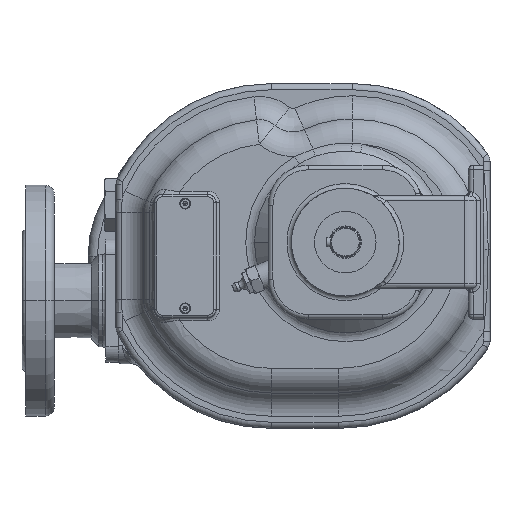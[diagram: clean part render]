
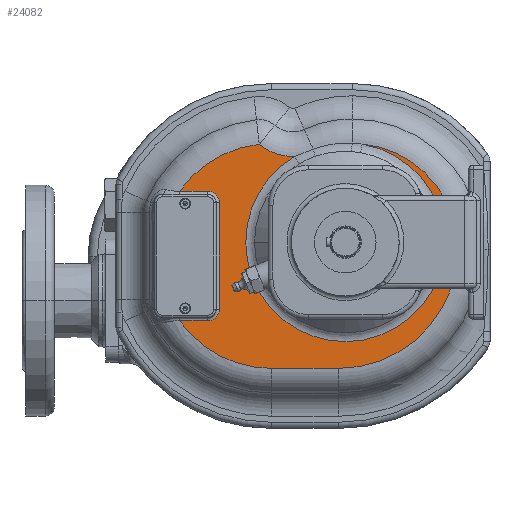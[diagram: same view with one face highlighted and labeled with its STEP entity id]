
A CAD part, left-side view. The second image highlights one B-rep face of the part: STEP entity #24082.
In plain terms, the highlighted planar face has unit normal (-1, 0, 0).
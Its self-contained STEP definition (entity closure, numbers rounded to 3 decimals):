
#3445=CARTESIAN_POINT('',(-34.,0.,0.));
#3446=DIRECTION('',(1.,0.,0.));
#3447=DIRECTION('',(0.,-0.169,0.986));
#3448=AXIS2_PLACEMENT_3D('',#3445,#3446,#3447);
#3455=CARTESIAN_POINT('',(-34.,89.5,25.5));
#3456=DIRECTION('',(-1.,0.,0.));
#3457=DIRECTION('',(0.,-1.,0.));
#3458=AXIS2_PLACEMENT_3D('',#3455,#3456,#3457);
#3460=CARTESIAN_POINT('',(-34.,89.5,33.105));
#3461=CARTESIAN_POINT('',(-34.,91.521,33.105));
#3462=CARTESIAN_POINT('',(-34.,95.558,33.105));
#3463=CARTESIAN_POINT('',(-34.,101.603,33.105));
#3464=CARTESIAN_POINT('',(-34.,105.625,33.105));
#3465=CARTESIAN_POINT('',(-34.,107.634,33.105));
#3467=CARTESIAN_POINT('',(-34.,48.,-9.));
#3468=DIRECTION('',(-1.,0.,0.));
#3469=DIRECTION('',(0.,0.109,0.994));
#3470=AXIS2_PLACEMENT_3D('',#3467,#3468,#3469);
#3472=CARTESIAN_POINT('',(-34.,34.116,89.653));
#3473=DIRECTION('',(1.,0.,0.));
#3474=DIRECTION('',(0.,-0.038,-0.999));
#3475=AXIS2_PLACEMENT_3D('',#3472,#3473,#3474);
#3477=CARTESIAN_POINT('',(-34.,-4.5,-4.5));
#3478=DIRECTION('',(-1.,0.,0.));
#3479=DIRECTION('',(0.,-1.,0.));
#3480=AXIS2_PLACEMENT_3D('',#3477,#3478,#3479);
#3482=CARTESIAN_POINT('',(-34.,4.5,-4.5));
#3483=DIRECTION('',(-1.,0.,0.));
#3484=DIRECTION('',(0.,0.,-1.));
#3485=AXIS2_PLACEMENT_3D('',#3482,#3483,#3484);
#3487=DIRECTION('',(0.,-1.,0.));
#3488=VECTOR('',#3487,43.5);
#3489=CARTESIAN_POINT('',(-34.,48.,-82.));
#3490=LINE('',#3489,#3488);
#3491=CARTESIAN_POINT('',(-34.,48.,-9.));
#3492=DIRECTION('',(-1.,0.,0.));
#3493=DIRECTION('',(0.,0.817,-0.577));
#3494=AXIS2_PLACEMENT_3D('',#3491,#3492,#3493);
#3496=CARTESIAN_POINT('',(-34.,107.634,-51.105));
#3497=CARTESIAN_POINT('',(-34.,105.625,-51.105));
#3498=CARTESIAN_POINT('',(-34.,101.603,-51.105));
#3499=CARTESIAN_POINT('',(-34.,95.559,-51.105));
#3500=CARTESIAN_POINT('',(-34.,91.521,-51.105));
#3501=CARTESIAN_POINT('',(-34.,89.5,-51.105));
#3503=CARTESIAN_POINT('',(-34.,89.5,-43.5));
#3504=DIRECTION('',(-1.,0.,0.));
#3505=DIRECTION('',(0.,0.,-1.));
#3506=AXIS2_PLACEMENT_3D('',#3503,#3504,#3505);
#3508=DIRECTION('',(0.,0.,1.));
#3509=VECTOR('',#3508,69.);
#3510=CARTESIAN_POINT('',(-34.,81.895,-43.5));
#3511=LINE('',#3510,#3509);
#3607=CARTESIAN_POINT('',(-34.,107.634,-51.105));
#17382=CARTESIAN_POINT('',(-34.,32.813,55.678));
#17383=VERTEX_POINT('',#17382);
#17384=CARTESIAN_POINT('',(-34.,-10.916,63.699));
#17385=VERTEX_POINT('',#17384);
#17426=CARTESIAN_POINT('',(-34.,48.,-82.));
#17427=CARTESIAN_POINT('',(-34.,4.5,-82.));
#17428=VERTEX_POINT('',#17426);
#17429=VERTEX_POINT('',#17427);
#17430=CARTESIAN_POINT('',(-34.,-73.,-4.5));
#17431=VERTEX_POINT('',#17430);
#17436=CARTESIAN_POINT('',(-34.,55.925,63.569));
#17437=VERTEX_POINT('',#17436);
#17528=CARTESIAN_POINT('',(-34.,81.895,25.5));
#17529=CARTESIAN_POINT('',(-34.,89.5,33.105));
#17530=VERTEX_POINT('',#17528);
#17531=VERTEX_POINT('',#17529);
#17536=VERTEX_POINT('',#3465);
#17555=VERTEX_POINT('',#3607);
#17557=VERTEX_POINT('',#3501);
#17559=CARTESIAN_POINT('',(-34.,81.895,-43.5));
#17560=VERTEX_POINT('',#17559);
#24052=CARTESIAN_POINT('',(-34.,0.,0.));
#24053=DIRECTION('',(-1.,0.,0.));
#24054=DIRECTION('',(0.,0.,1.));
#24055=AXIS2_PLACEMENT_3D('',#24052,#24053,#24054);
#24056=PLANE('',#24055);
#24058=ORIENTED_EDGE('',*,*,#24057,.T.);
#24060=ORIENTED_EDGE('',*,*,#24059,.T.);
#24062=ORIENTED_EDGE('',*,*,#24061,.F.);
#24064=ORIENTED_EDGE('',*,*,#24063,.F.);
#24065=ORIENTED_EDGE('',*,*,#24038,.F.);
#24067=ORIENTED_EDGE('',*,*,#24066,.F.);
#24069=ORIENTED_EDGE('',*,*,#24068,.F.);
#24071=ORIENTED_EDGE('',*,*,#24070,.F.);
#24073=ORIENTED_EDGE('',*,*,#24072,.F.);
#24075=ORIENTED_EDGE('',*,*,#24074,.T.);
#24077=ORIENTED_EDGE('',*,*,#24076,.T.);
#24079=ORIENTED_EDGE('',*,*,#24078,.T.);
#24080=EDGE_LOOP('',(#24058,#24060,#24062,#24064,#24065,#24067,#24069,#24071,
#24073,#24075,#24077,#24079));
#24081=FACE_OUTER_BOUND('',#24080,.F.);
#24082=ADVANCED_FACE('',(#24081),#24056,.T.);
#3449=CIRCLE('',#3448,64.627);
#3459=CIRCLE('',#3458,7.605);
#3466=B_SPLINE_CURVE_WITH_KNOTS('',3,(#3460,#3461,#3462,#3463,#3464,#3465),
.UNSPECIFIED.,.F.,.F.,(4,1,1,4),(0.,0.333,0.667,1.),
.UNSPECIFIED.);
#3471=CIRCLE('',#3470,73.);
#3476=CIRCLE('',#3475,34.);
#3481=CIRCLE('',#3480,68.5);
#3486=CIRCLE('',#3485,77.5);
#3495=CIRCLE('',#3494,73.);
#3502=B_SPLINE_CURVE_WITH_KNOTS('',3,(#3496,#3497,#3498,#3499,#3500,#3501),
.UNSPECIFIED.,.F.,.F.,(4,1,1,4),(0.,0.333,0.667,1.),
.UNSPECIFIED.);
#3507=CIRCLE('',#3506,7.605);
#24038=EDGE_CURVE('',#17385,#17383,#3449,.T.);
#24057=EDGE_CURVE('',#17530,#17531,#3459,.T.);
#24059=EDGE_CURVE('',#17531,#17536,#3466,.T.);
#24061=EDGE_CURVE('',#17437,#17536,#3471,.T.);
#24063=EDGE_CURVE('',#17383,#17437,#3476,.T.);
#24066=EDGE_CURVE('',#17431,#17385,#3481,.T.);
#24068=EDGE_CURVE('',#17429,#17431,#3486,.T.);
#24070=EDGE_CURVE('',#17428,#17429,#3490,.T.);
#24072=EDGE_CURVE('',#17555,#17428,#3495,.T.);
#24074=EDGE_CURVE('',#17555,#17557,#3502,.T.);
#24076=EDGE_CURVE('',#17557,#17560,#3507,.T.);
#24078=EDGE_CURVE('',#17560,#17530,#3511,.T.);
